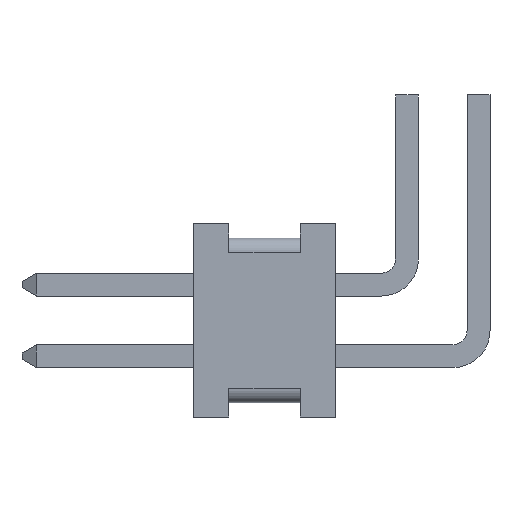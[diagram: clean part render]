
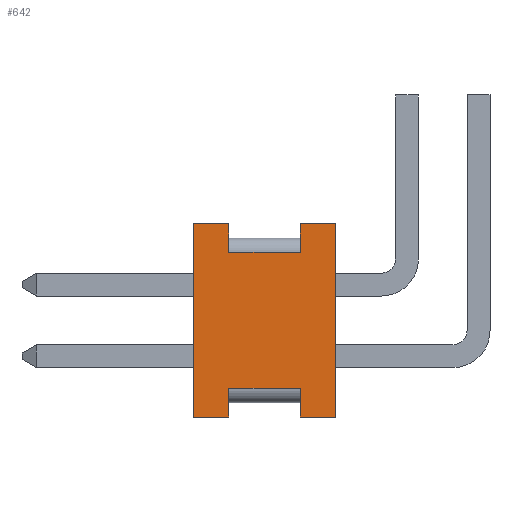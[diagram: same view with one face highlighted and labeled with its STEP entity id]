
A CAD part, left-side view. The second image highlights one B-rep face of the part: STEP entity #642.
In plain terms, the highlighted planar face has unit normal (-1, 0, 0).
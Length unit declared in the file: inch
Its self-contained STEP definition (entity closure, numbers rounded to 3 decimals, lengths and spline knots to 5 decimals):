
#147 = DIRECTION ( 'NONE',  ( 0., -1., 0. ) ) ;
#185 = CARTESIAN_POINT ( 'NONE',  ( -0.175, 0., -0.0675 ) ) ;
#282 = CARTESIAN_POINT ( 'NONE',  ( -0.175, 0., 0.0675 ) ) ;
#533 = CARTESIAN_POINT ( 'NONE',  ( -0.175, 0.099, 0.0675 ) ) ;
#607 = VECTOR ( 'NONE', #2148, 39.37008 ) ;
#642 = ADVANCED_FACE ( 'NONE', ( #14389 ), #16397, .F. ) ;
#904 = CARTESIAN_POINT ( 'NONE',  ( -0.175, 0., 0.0675 ) ) ;
#987 = CARTESIAN_POINT ( 'NONE',  ( -0.175, 0.0745, 0.0675 ) ) ;
#1030 = EDGE_CURVE ( 'NONE', #2997, #13003, #4153, .T. ) ;
#1375 = VECTOR ( 'NONE', #10012, 39.37008 ) ;
#1565 = LINE ( 'NONE', #3043, #12067 ) ;
#1602 = VECTOR ( 'NONE', #5720, 39.37008 ) ;
#1660 = DIRECTION ( 'NONE',  ( 0., -1., 0. ) ) ;
#1701 = DIRECTION ( 'NONE',  ( 0., 0., -1. ) ) ;
#1710 = VECTOR ( 'NONE', #4845, 39.37008 ) ;
#2129 = DIRECTION ( 'NONE',  ( 0., -1., 0. ) ) ;
#2148 = DIRECTION ( 'NONE',  ( 0., 0., 1. ) ) ;
#2371 = LINE ( 'NONE', #7188, #12036 ) ;
#2997 = VERTEX_POINT ( 'NONE', #6997 ) ;
#3043 = CARTESIAN_POINT ( 'NONE',  ( -0.175, 0.0745, -0.0675 ) ) ;
#3068 = ORIENTED_EDGE ( 'NONE', *, *, #8272, .T. ) ;
#3075 = CARTESIAN_POINT ( 'NONE',  ( -0.175, 0.0245, -0.0675 ) ) ;
#3202 = EDGE_CURVE ( 'NONE', #2997, #12792, #10343, .T. ) ;
#3478 = CARTESIAN_POINT ( 'NONE',  ( -0.175, 0.0745, 0.0675 ) ) ;
#3518 = CARTESIAN_POINT ( 'NONE',  ( -0.175, 0.0745, -0.0675 ) ) ;
#4028 = ORIENTED_EDGE ( 'NONE', *, *, #1030, .T. ) ;
#4030 = LINE ( 'NONE', #3478, #1710 ) ;
#4153 = LINE ( 'NONE', #12571, #1375 ) ;
#4226 = VECTOR ( 'NONE', #8446, 39.37008 ) ;
#4437 = CARTESIAN_POINT ( 'NONE',  ( -0.175, 0.099, 0.0675 ) ) ;
#4845 = DIRECTION ( 'NONE',  ( 0., 0., 1. ) ) ;
#4883 = EDGE_LOOP ( 'NONE', ( #15276, #3068, #5100, #15989, #12147, #13224, #10489, #10550, #15861, #10882, #11448, #4028 ) ) ;
#5100 = ORIENTED_EDGE ( 'NONE', *, *, #9686, .F. ) ;
#5527 = CARTESIAN_POINT ( 'NONE',  ( -0.175, 0.099, 0.0675 ) ) ;
#5580 = CARTESIAN_POINT ( 'NONE',  ( -0.175, 0.099, 0.0675 ) ) ;
#5649 = VECTOR ( 'NONE', #147, 39.37008 ) ;
#5720 = DIRECTION ( 'NONE',  ( 0., 0., -1. ) ) ;
#5926 = CARTESIAN_POINT ( 'NONE',  ( -0.175, 0.099, -0.0675 ) ) ;
#6055 = DIRECTION ( 'NONE',  ( 0., 1., 0. ) ) ;
#6103 = EDGE_CURVE ( 'NONE', #13003, #12555, #12657, .T. ) ;
#6228 = CARTESIAN_POINT ( 'NONE',  ( -0.175, 0.0245, 0.0475 ) ) ;
#6518 = CARTESIAN_POINT ( 'NONE',  ( -0.175, 0.0745, 0.0475 ) ) ;
#6997 = CARTESIAN_POINT ( 'NONE',  ( -0.175, 0.0245, 0.0675 ) ) ;
#7159 = CARTESIAN_POINT ( 'NONE',  ( -0.175, 0.0245, -0.0675 ) ) ;
#7188 = CARTESIAN_POINT ( 'NONE',  ( -0.175, 0.099, -0.0675 ) ) ;
#7474 = CARTESIAN_POINT ( 'NONE',  ( -0.175, 0.099, -0.0475 ) ) ;
#7616 = LINE ( 'NONE', #16996, #16821 ) ;
#7708 = EDGE_CURVE ( 'NONE', #11115, #13049, #7616, .T. ) ;
#8272 = EDGE_CURVE ( 'NONE', #12555, #14279, #4030, .T. ) ;
#8401 = VERTEX_POINT ( 'NONE', #15487 ) ;
#8446 = DIRECTION ( 'NONE',  ( 0., -1., 0. ) ) ;
#9176 = VERTEX_POINT ( 'NONE', #7159 ) ;
#9236 = LINE ( 'NONE', #7474, #16134 ) ;
#9686 = EDGE_CURVE ( 'NONE', #12228, #14279, #14228, .T. ) ;
#9770 = DIRECTION ( 'NONE',  ( 1., 0., 0. ) ) ;
#9963 = DIRECTION ( 'NONE',  ( 0., 0., 1. ) ) ;
#10012 = DIRECTION ( 'NONE',  ( 0., 0., -1. ) ) ;
#10038 = DIRECTION ( 'NONE',  ( 0., -1., 0. ) ) ;
#10343 = LINE ( 'NONE', #5527, #4226 ) ;
#10489 = ORIENTED_EDGE ( 'NONE', *, *, #13498, .T. ) ;
#10550 = ORIENTED_EDGE ( 'NONE', *, *, #16720, .T. ) ;
#10723 = LINE ( 'NONE', #904, #607 ) ;
#10882 = ORIENTED_EDGE ( 'NONE', *, *, #16333, .T. ) ;
#11115 = VERTEX_POINT ( 'NONE', #5926 ) ;
#11448 = ORIENTED_EDGE ( 'NONE', *, *, #3202, .F. ) ;
#12036 = VECTOR ( 'NONE', #1660, 39.37008 ) ;
#12067 = VECTOR ( 'NONE', #16383, 39.37008 ) ;
#12147 = ORIENTED_EDGE ( 'NONE', *, *, #7708, .T. ) ;
#12213 = VECTOR ( 'NONE', #9963, 39.37008 ) ;
#12228 = VERTEX_POINT ( 'NONE', #4437 ) ;
#12555 = VERTEX_POINT ( 'NONE', #6518 ) ;
#12571 = CARTESIAN_POINT ( 'NONE',  ( -0.175, 0.0245, 0.0675 ) ) ;
#12657 = LINE ( 'NONE', #14067, #13077 ) ;
#12792 = VERTEX_POINT ( 'NONE', #282 ) ;
#13003 = VERTEX_POINT ( 'NONE', #6228 ) ;
#13049 = VERTEX_POINT ( 'NONE', #3518 ) ;
#13077 = VECTOR ( 'NONE', #6055, 39.37008 ) ;
#13224 = ORIENTED_EDGE ( 'NONE', *, *, #14520, .T. ) ;
#13269 = VERTEX_POINT ( 'NONE', #13681 ) ;
#13498 = EDGE_CURVE ( 'NONE', #13269, #8401, #9236, .T. ) ;
#13681 = CARTESIAN_POINT ( 'NONE',  ( -0.175, 0.0745, -0.0475 ) ) ;
#13892 = VERTEX_POINT ( 'NONE', #185 ) ;
#14067 = CARTESIAN_POINT ( 'NONE',  ( -0.175, 0.099, 0.0475 ) ) ;
#14228 = LINE ( 'NONE', #16199, #5649 ) ;
#14279 = VERTEX_POINT ( 'NONE', #987 ) ;
#14389 = FACE_OUTER_BOUND ( 'NONE', #4883, .T. ) ;
#14520 = EDGE_CURVE ( 'NONE', #13049, #13269, #1565, .T. ) ;
#15045 = EDGE_CURVE ( 'NONE', #9176, #13892, #2371, .T. ) ;
#15215 = AXIS2_PLACEMENT_3D ( 'NONE', #5580, #9770, #1701 ) ;
#15276 = ORIENTED_EDGE ( 'NONE', *, *, #6103, .T. ) ;
#15487 = CARTESIAN_POINT ( 'NONE',  ( -0.175, 0.0245, -0.0475 ) ) ;
#15620 = EDGE_CURVE ( 'NONE', #11115, #12228, #17006, .T. ) ;
#15861 = ORIENTED_EDGE ( 'NONE', *, *, #15045, .T. ) ;
#15989 = ORIENTED_EDGE ( 'NONE', *, *, #15620, .F. ) ;
#16134 = VECTOR ( 'NONE', #10038, 39.37008 ) ;
#16199 = CARTESIAN_POINT ( 'NONE',  ( -0.175, 0.099, 0.0675 ) ) ;
#16333 = EDGE_CURVE ( 'NONE', #13892, #12792, #10723, .T. ) ;
#16383 = DIRECTION ( 'NONE',  ( 0., 0., 1. ) ) ;
#16397 = PLANE ( 'NONE',  #15215 ) ;
#16720 = EDGE_CURVE ( 'NONE', #8401, #9176, #17309, .T. ) ;
#16821 = VECTOR ( 'NONE', #2129, 39.37008 ) ;
#16996 = CARTESIAN_POINT ( 'NONE',  ( -0.175, 0.099, -0.0675 ) ) ;
#17006 = LINE ( 'NONE', #533, #12213 ) ;
#17309 = LINE ( 'NONE', #3075, #1602 ) ;
